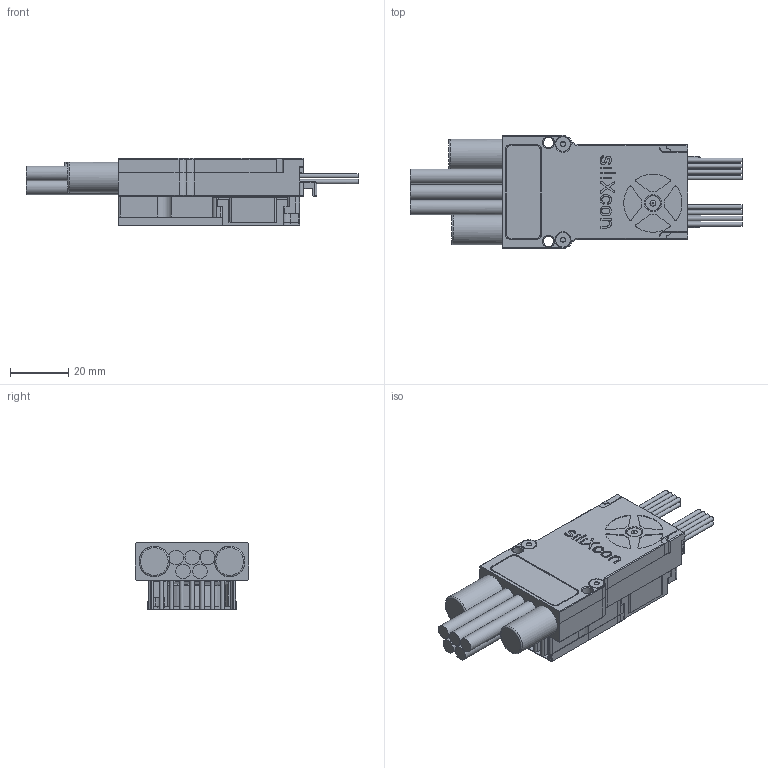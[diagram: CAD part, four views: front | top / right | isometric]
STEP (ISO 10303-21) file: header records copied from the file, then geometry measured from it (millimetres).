
FILE_DESCRIPTION(/* description */ (''),/* implementation_level */ '2;1');
FILE_NAME(/* name */ 'AM-raptor_controller-rev4.step',/* time_stamp */ '2026-03-05T09:34:39+01:00',/* author */ (''),/* organization */ (''),/* preprocessor_version */ 'ST-DEVELOPER v20.1',/* originating_system */ 'Autodesk Translation Framework v14.24.0.0',/* authorisation */ '');
FILE_SCHEMA (('AUTOMOTIVE_DESIGN { 1 0 10303 214 3 1 1 }'));
Length unit declared in the file: millimetre
Products named in the file (2): AM1_raptor-rev_4; AM_raptor_heatsink_TOP-rev_3
Assembly tree (1 placements, depth 2):
  AM1_raptor-rev_4
    AM_raptor_heatsink_TOP-rev_3
Bounding box: 114.1 x 38.91 x 23.24 mm (x, y, z)
Volume: 45258.9 mm3; surface area: 25077.9 mm2
Topology: 2 solids, 6 shells, 899 faces, 2432 edges, 1559 vertices
Faces by surface type: plane 477, cylinder 202, bspline 154, cone 51, torus 15
Full cylindrical faces by diameter (mm): 1.15 x2, 1.199 x2, 1.5 x17, 1.623 x2, 2.075 x2, 2.399 x2, 3 x1, 3.5 x4, 4.993 x5, 5 x3, 5.42 x1, 6.5 x1, 15 x1, 17.016 x2, 25 x1, 25.6 x1
Entity records: 30382 total; most frequent: CARTESIAN_POINT 8065, ORIENTED_EDGE 4864, DIRECTION 4193, EDGE_CURVE 2432, VERTEX_POINT 1559, LINE 1475, VECTOR 1475, AXIS2_PLACEMENT_3D 1359
